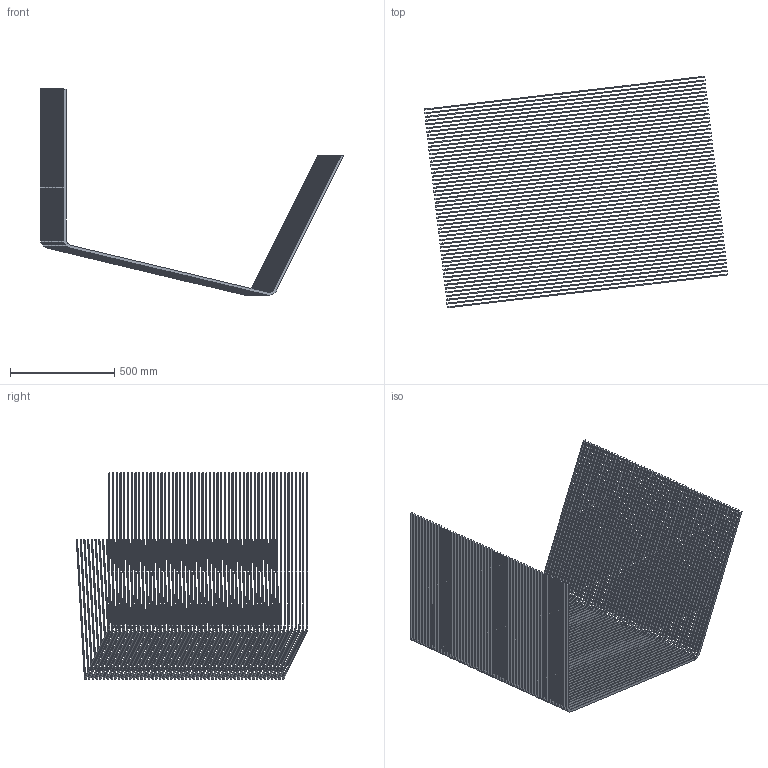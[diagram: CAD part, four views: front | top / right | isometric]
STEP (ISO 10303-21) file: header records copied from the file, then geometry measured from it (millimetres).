
FILE_DESCRIPTION(('FreeCAD Model'),'2;1');
FILE_NAME('detailed_DCLL/step/first_wall_coolant_sample_envelope_2.step' ,'2018-01-30T14:14:42',('FreeCAD'),('FreeCAD'), 'Open CASCADE STEP processor 7.1','FreeCAD','Unknown');
FILE_SCHEMA(('AUTOMOTIVE_DESIGN_CC2 { 1 2 10303 214 -1 1 5 4 }'));
Length unit declared in the file: millimetre
Products named in the file (55): Open CASCADE STEP translator 7.1 2; Open CASCADE STEP translator 7.1 2.1; Open CASCADE STEP translator 7.1 2.2; Open CASCADE STEP translator 7.1 2.3; Open CASCADE STEP translator 7.1 2.4; Open CASCADE STEP translator 7.1 2.5; Open CASCADE STEP translator 7.1 2.6; Open CASCADE STEP translator 7.1 2.7; Open CASCADE STEP translator 7.1 2.8; Open CASCADE STEP translator 7.1 2.9; Open CASCADE STEP translator 7.1 2.10; Open CASCADE STEP translator 7.1 2.11; Open CASCADE STEP translator 7.1 2.12; Open CASCADE STEP translator 7.1 2.13; Open CASCADE STEP translator 7.1 2.14; Open CASCADE STEP translator 7.1 2.15; Open CASCADE STEP translator 7.1 2.16; Open CASCADE STEP translator 7.1 2.17; Open CASCADE STEP translator 7.1 2.18; Open CASCADE STEP translator 7.1 2.19; Open CASCADE STEP translator 7.1 2.20; Open CASCADE STEP translator 7.1 2.21; Open CASCADE STEP translator 7.1 2.22; Open CASCADE STEP translator 7.1 2.23; Open CASCADE STEP translator 7.1 2.24; Open CASCADE STEP translator 7.1 2.25; Open CASCADE STEP translator 7.1 2.26; Open CASCADE STEP translator 7.1 2.27; Open CASCADE STEP translator 7.1 2.28; Open CASCADE STEP translator 7.1 2.29; Open CASCADE STEP translator 7.1 2.30; Open CASCADE STEP translator 7.1 2.31; Open CASCADE STEP translator 7.1 2.32; Open CASCADE STEP translator 7.1 2.33; Open CASCADE STEP translator 7.1 2.34; Open CASCADE STEP translator 7.1 2.35; Open CASCADE STEP translator 7.1 2.36; Open CASCADE STEP translator 7.1 2.37; Open CASCADE STEP translator 7.1 2.38; Open CASCADE STEP translator 7.1 2.39 ...
Assembly tree (54 placements, depth 2):
  Open CASCADE STEP translator 7.1 2
    Open CASCADE STEP translator 7.1 2.1
    Open CASCADE STEP translator 7.1 2.2
    Open CASCADE STEP translator 7.1 2.3
    Open CASCADE STEP translator 7.1 2.4
    Open CASCADE STEP translator 7.1 2.5
    Open CASCADE STEP translator 7.1 2.6
    Open CASCADE STEP translator 7.1 2.7
    Open CASCADE STEP translator 7.1 2.8
    Open CASCADE STEP translator 7.1 2.9
    Open CASCADE STEP translator 7.1 2.10
    Open CASCADE STEP translator 7.1 2.11
    Open CASCADE STEP translator 7.1 2.12
    Open CASCADE STEP translator 7.1 2.13
    Open CASCADE STEP translator 7.1 2.14
    Open CASCADE STEP translator 7.1 2.15
    Open CASCADE STEP translator 7.1 2.16
    Open CASCADE STEP translator 7.1 2.17
    Open CASCADE STEP translator 7.1 2.18
    Open CASCADE STEP translator 7.1 2.19
    Open CASCADE STEP translator 7.1 2.20
    Open CASCADE STEP translator 7.1 2.21
    Open CASCADE STEP translator 7.1 2.22
    Open CASCADE STEP translator 7.1 2.23
    Open CASCADE STEP translator 7.1 2.24
    Open CASCADE STEP translator 7.1 2.25
    Open CASCADE STEP translator 7.1 2.26
    Open CASCADE STEP translator 7.1 2.27
    Open CASCADE STEP translator 7.1 2.28
    Open CASCADE STEP translator 7.1 2.29
    Open CASCADE STEP translator 7.1 2.30
    Open CASCADE STEP translator 7.1 2.31
    Open CASCADE STEP translator 7.1 2.32
    Open CASCADE STEP translator 7.1 2.33
    Open CASCADE STEP translator 7.1 2.34
    Open CASCADE STEP translator 7.1 2.35
    Open CASCADE STEP translator 7.1 2.36
    Open CASCADE STEP translator 7.1 2.37
    Open CASCADE STEP translator 7.1 2.38
    Open CASCADE STEP translator 7.1 2.39
    Open CASCADE STEP translator 7.1 2.40
    Open CASCADE STEP translator 7.1 2.41
    Open CASCADE STEP translator 7.1 2.42
    Open CASCADE STEP translator 7.1 2.43
    Open CASCADE STEP translator 7.1 2.44
    Open CASCADE STEP translator 7.1 2.45
    Open CASCADE STEP translator 7.1 2.46
    Open CASCADE STEP translator 7.1 2.47
    Open CASCADE STEP translator 7.1 2.48
    Open CASCADE STEP translator 7.1 2.49
    Open CASCADE STEP translator 7.1 2.50
    Open CASCADE STEP translator 7.1 2.51
    Open CASCADE STEP translator 7.1 2.52
    Open CASCADE STEP translator 7.1 2.53
    Open CASCADE STEP translator 7.1 2.54
Bounding box: 1454.75 x 1109.05 x 988.37 mm (x, y, z)
Volume: 8232216 mm3; surface area: 4885092.6 mm2
Topology: 54 solids, 54 shells, 756 faces, 1944 edges, 1296 vertices
Faces by surface type: plane 540, cylinder 216
Entity records: 47698 total; most frequent: CARTESIAN_POINT 11503, DIRECTION 5510, ORIENTED_EDGE 3888, PCURVE 3888, DEFINITIONAL_REPRESENTATION 3888, LINE 2754, VECTOR 2754, B_SPLINE_CURVE_WITH_KNOTS 2214
